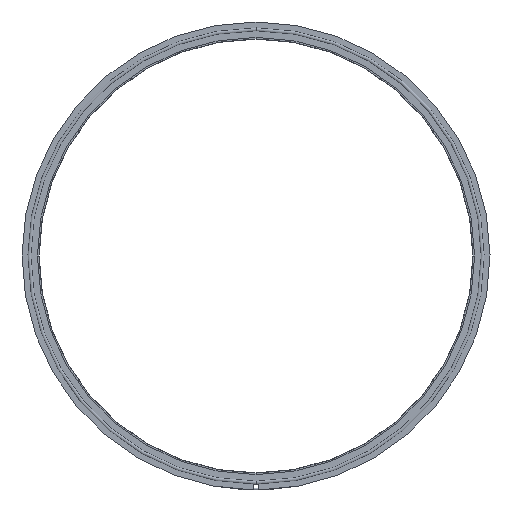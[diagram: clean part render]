
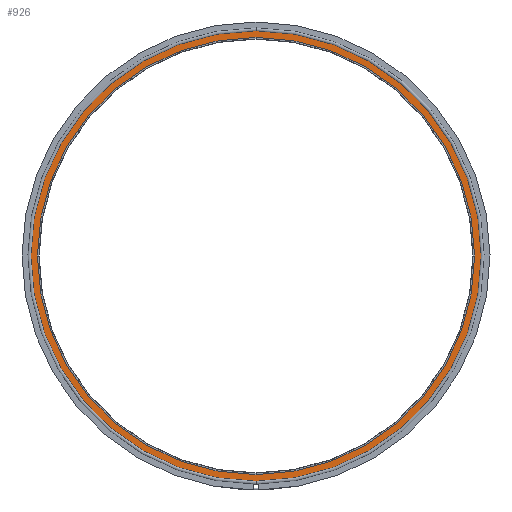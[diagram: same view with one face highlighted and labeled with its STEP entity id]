
A CAD part, front view. The second image highlights one B-rep face of the part: STEP entity #926.
In plain terms, the highlighted planar face has unit normal (0, -1, 0).
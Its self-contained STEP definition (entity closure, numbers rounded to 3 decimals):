
#4 = DIRECTION ( 'NONE',  ( 0., 0., 1. ) ) ;
#65 = CARTESIAN_POINT ( 'NONE',  ( 0., -2.8, -335.4 ) ) ;
#66 = DIRECTION ( 'NONE',  ( 0., -1., 0. ) ) ;
#115 = AXIS2_PLACEMENT_3D ( 'NONE', #1243, #425, #879 ) ;
#173 = EDGE_CURVE ( 'NONE', #959, #514, #364, .T. ) ;
#185 = ORIENTED_EDGE ( 'NONE', *, *, #205, .F. ) ;
#202 = DIRECTION ( 'NONE',  ( 0., 0., -1. ) ) ;
#205 = EDGE_CURVE ( 'NONE', #1239, #614, #1164, .T. ) ;
#236 = PLANE ( 'NONE',  #288 ) ;
#288 = AXIS2_PLACEMENT_3D ( 'NONE', #932, #354, #4 ) ;
#306 = ORIENTED_EDGE ( 'NONE', *, *, #1198, .F. ) ;
#317 = CARTESIAN_POINT ( 'NONE',  ( 0., -2.8, 0. ) ) ;
#322 = AXIS2_PLACEMENT_3D ( 'NONE', #780, #66, #202 ) ;
#354 = DIRECTION ( 'NONE',  ( 0., 1., 0. ) ) ;
#364 = CIRCLE ( 'NONE', #1418, 335.4 ) ;
#385 = EDGE_LOOP ( 'NONE', ( #185, #306 ) ) ;
#411 = EDGE_CURVE ( 'NONE', #514, #959, #1025, .T. ) ;
#425 = DIRECTION ( 'NONE',  ( 0., -1., 0. ) ) ;
#482 = CARTESIAN_POINT ( 'NONE',  ( 0., -2.8, 335.4 ) ) ;
#514 = VERTEX_POINT ( 'NONE', #65 ) ;
#614 = VERTEX_POINT ( 'NONE', #1162 ) ;
#662 = DIRECTION ( 'NONE',  ( 0., -1., 0. ) ) ;
#664 = ORIENTED_EDGE ( 'NONE', *, *, #411, .T. ) ;
#771 = EDGE_LOOP ( 'NONE', ( #664, #957 ) ) ;
#780 = CARTESIAN_POINT ( 'NONE',  ( 0., -2.8, 0. ) ) ;
#796 = FACE_BOUND ( 'NONE', #385, .T. ) ;
#879 = DIRECTION ( 'NONE',  ( 0., 0., -1. ) ) ;
#888 = CARTESIAN_POINT ( 'NONE',  ( 0., -2.8, -325.5 ) ) ;
#895 = DIRECTION ( 'NONE',  ( 0., 0., -1. ) ) ;
#926 = ADVANCED_FACE ( 'NONE', ( #796, #1402 ), #236, .F. ) ;
#932 = CARTESIAN_POINT ( 'NONE',  ( -335.4, -2.8, 0. ) ) ;
#957 = ORIENTED_EDGE ( 'NONE', *, *, #173, .T. ) ;
#959 = VERTEX_POINT ( 'NONE', #482 ) ;
#1013 = DIRECTION ( 'NONE',  ( 0., -1., 0. ) ) ;
#1025 = CIRCLE ( 'NONE', #322, 335.4 ) ;
#1162 = CARTESIAN_POINT ( 'NONE',  ( 0., -2.8, 325.5 ) ) ;
#1164 = CIRCLE ( 'NONE', #115, 325.5 ) ;
#1190 = CIRCLE ( 'NONE', #1321, 325.5 ) ;
#1198 = EDGE_CURVE ( 'NONE', #614, #1239, #1190, .T. ) ;
#1239 = VERTEX_POINT ( 'NONE', #888 ) ;
#1243 = CARTESIAN_POINT ( 'NONE',  ( 0., -2.8, 0. ) ) ;
#1321 = AXIS2_PLACEMENT_3D ( 'NONE', #1375, #662, #1502 ) ;
#1375 = CARTESIAN_POINT ( 'NONE',  ( 0., -2.8, 0. ) ) ;
#1402 = FACE_OUTER_BOUND ( 'NONE', #771, .T. ) ;
#1418 = AXIS2_PLACEMENT_3D ( 'NONE', #317, #1013, #895 ) ;
#1502 = DIRECTION ( 'NONE',  ( 0., 0., -1. ) ) ;
